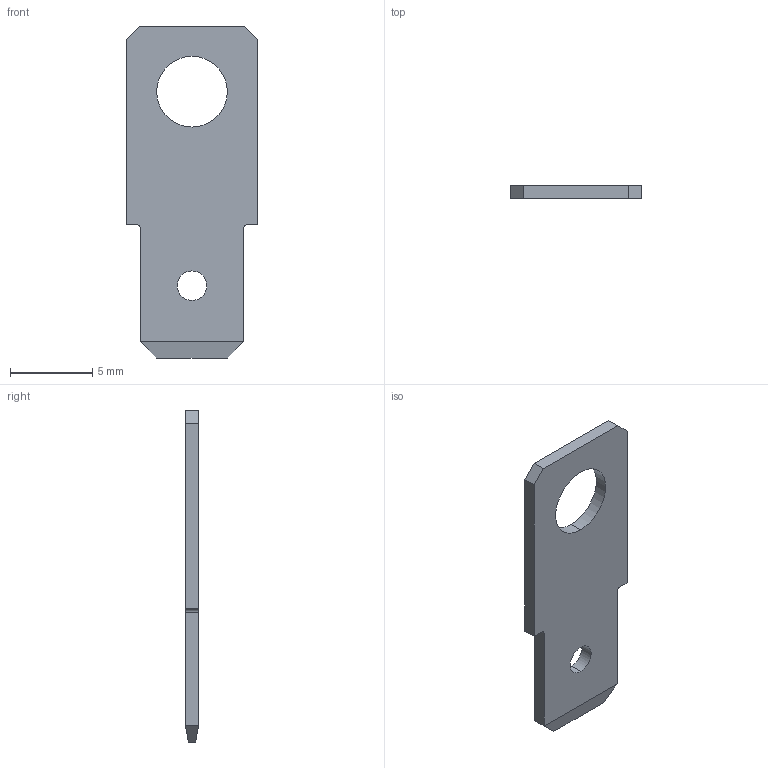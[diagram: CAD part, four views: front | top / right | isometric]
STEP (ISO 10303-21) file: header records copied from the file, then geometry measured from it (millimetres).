
FILE_DESCRIPTION (( 'STEP AP203' ), '1' );
FILE_NAME ('1002.STEP', '2023-10-04T09:54:05', ( '' ), ( '' ), 'SwSTEP 2.0', 'SolidWorks 2022', '' );
FILE_SCHEMA (( 'CONFIG_CONTROL_DESIGN' ));
Length unit declared in the file: millimetre
Products named in the file (1): 1002
Bounding box: 8 x 0.8 x 20.2 mm (x, y, z)
Volume: 102.2 mm3; surface area: 316.9 mm2
Topology: 1 solids, 1 shells, 98 faces, 272 edges, 180 vertices
Faces by surface type: cylinder 50, plane 48
Entity records: 3249 total; most frequent: DIRECTION 570, CARTESIAN_POINT 551, ORIENTED_EDGE 544, EDGE_CURVE 272, AXIS2_PLACEMENT_3D 199, VERTEX_POINT 180, VECTOR 172, LINE 172
